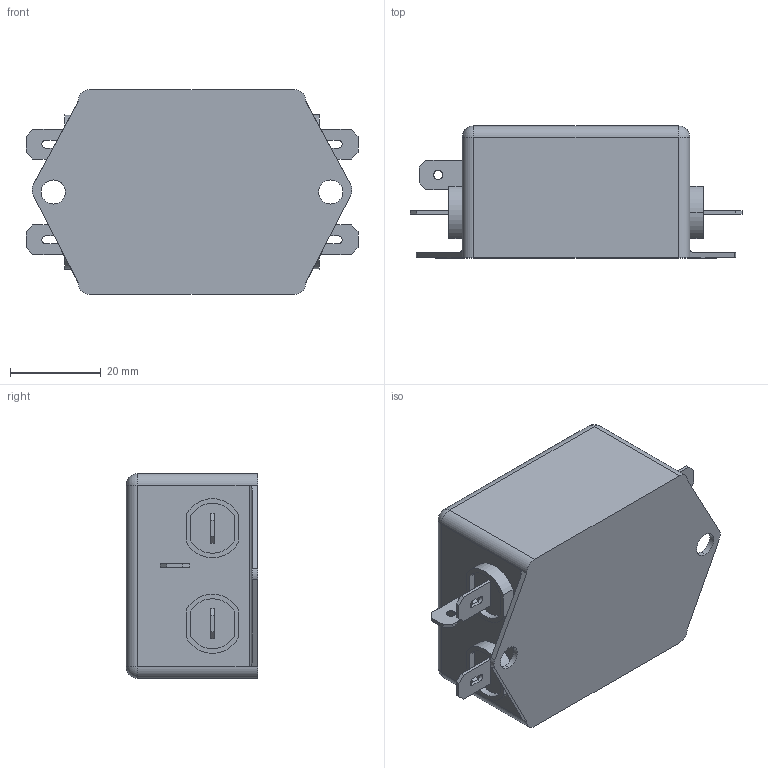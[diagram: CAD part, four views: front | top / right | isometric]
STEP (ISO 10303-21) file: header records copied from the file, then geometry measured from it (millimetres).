
FILE_DESCRIPTION (( 'STEP AP214' ), '1' );
FILE_NAME ('RES10F16.step', '2015-09-21T11:29:52', ( '' ), ( '' ), 'SwSTEP 2.0', 'SolidWorks 2015', '' );
FILE_SCHEMA (( 'AUTOMOTIVE_DESIGN' ));
Length unit declared in the file: millimetre
Products named in the file (1): RES10F16
Bounding box: 73 x 29 x 45 mm (x, y, z)
Volume: 66508.1 mm3; surface area: 11806.5 mm2
Topology: 1 solids, 1 shells, 135 faces, 348 edges, 224 vertices
Faces by surface type: plane 80, cylinder 51, sphere 4
Entity records: 4158 total; most frequent: CARTESIAN_POINT 750, DIRECTION 706, ORIENTED_EDGE 688, EDGE_CURVE 344, LINE 242, VECTOR 242, AXIS2_PLACEMENT_3D 232, VERTEX_POINT 224
